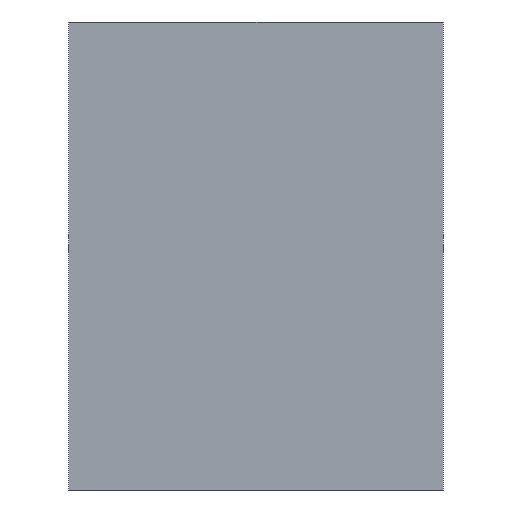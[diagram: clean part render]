
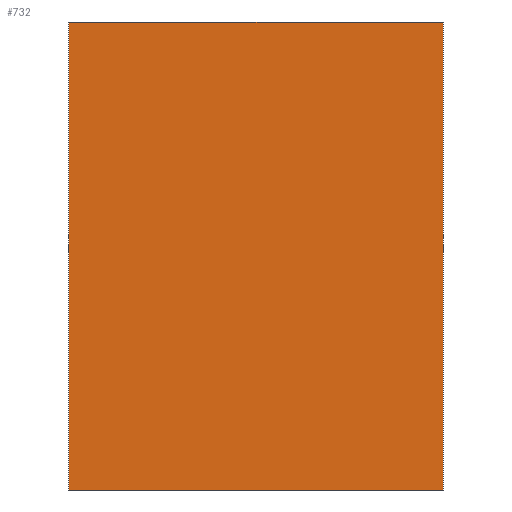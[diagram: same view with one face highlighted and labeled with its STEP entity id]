
A CAD part, front view. The second image highlights one B-rep face of the part: STEP entity #732.
In plain terms, the highlighted planar face has unit normal (0, -1, 0).
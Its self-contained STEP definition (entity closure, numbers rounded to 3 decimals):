
#77 = VECTOR ( 'NONE', #397, 1000. ) ;
#92 = EDGE_CURVE ( 'NONE', #656, #135, #255, .T. ) ;
#98 = ORIENTED_EDGE ( 'NONE', *, *, #428, .T. ) ;
#135 = VERTEX_POINT ( 'NONE', #142 ) ;
#142 = CARTESIAN_POINT ( 'NONE',  ( 200., 0., -125. ) ) ;
#155 = DIRECTION ( 'NONE',  ( 0., 0., -1. ) ) ;
#157 = CARTESIAN_POINT ( 'NONE',  ( 0., 0., 125. ) ) ;
#171 = EDGE_CURVE ( 'NONE', #809, #656, #459, .T. ) ;
#201 = CARTESIAN_POINT ( 'NONE',  ( 200., 0., 125. ) ) ;
#203 = EDGE_CURVE ( 'NONE', #777, #135, #796, .T. ) ;
#255 = LINE ( 'NONE', #201, #77 ) ;
#264 = VECTOR ( 'NONE', #663, 1000. ) ;
#308 = VECTOR ( 'NONE', #852, 1000. ) ;
#334 = CARTESIAN_POINT ( 'NONE',  ( 200., 0., 125. ) ) ;
#336 = CARTESIAN_POINT ( 'NONE',  ( 0., 0., 125. ) ) ;
#338 = DIRECTION ( 'NONE',  ( 0., 0., 1. ) ) ;
#364 = AXIS2_PLACEMENT_3D ( 'NONE', #334, #607, #338 ) ;
#383 = CARTESIAN_POINT ( 'NONE',  ( 200., 0., 125. ) ) ;
#397 = DIRECTION ( 'NONE',  ( 0., 0., -1. ) ) ;
#428 = EDGE_CURVE ( 'NONE', #809, #777, #466, .T. ) ;
#459 = LINE ( 'NONE', #383, #264 ) ;
#466 = LINE ( 'NONE', #336, #643 ) ;
#580 = CARTESIAN_POINT ( 'NONE',  ( 200., 0., -125. ) ) ;
#607 = DIRECTION ( 'NONE',  ( 0., 1., 0. ) ) ;
#643 = VECTOR ( 'NONE', #155, 1000. ) ;
#656 = VERTEX_POINT ( 'NONE', #801 ) ;
#663 = DIRECTION ( 'NONE',  ( 1., 0., 0. ) ) ;
#677 = FACE_OUTER_BOUND ( 'NONE', #835, .T. ) ;
#732 = ADVANCED_FACE ( 'NONE', ( #677 ), #737, .F. ) ;
#735 = CARTESIAN_POINT ( 'NONE',  ( 0., 0., -125. ) ) ;
#737 = PLANE ( 'NONE',  #364 ) ;
#750 = ORIENTED_EDGE ( 'NONE', *, *, #171, .F. ) ;
#777 = VERTEX_POINT ( 'NONE', #735 ) ;
#781 = ORIENTED_EDGE ( 'NONE', *, *, #203, .T. ) ;
#796 = LINE ( 'NONE', #580, #308 ) ;
#798 = ORIENTED_EDGE ( 'NONE', *, *, #92, .F. ) ;
#801 = CARTESIAN_POINT ( 'NONE',  ( 200., 0., 125. ) ) ;
#809 = VERTEX_POINT ( 'NONE', #157 ) ;
#835 = EDGE_LOOP ( 'NONE', ( #781, #798, #750, #98 ) ) ;
#852 = DIRECTION ( 'NONE',  ( 1., 0., 0. ) ) ;
